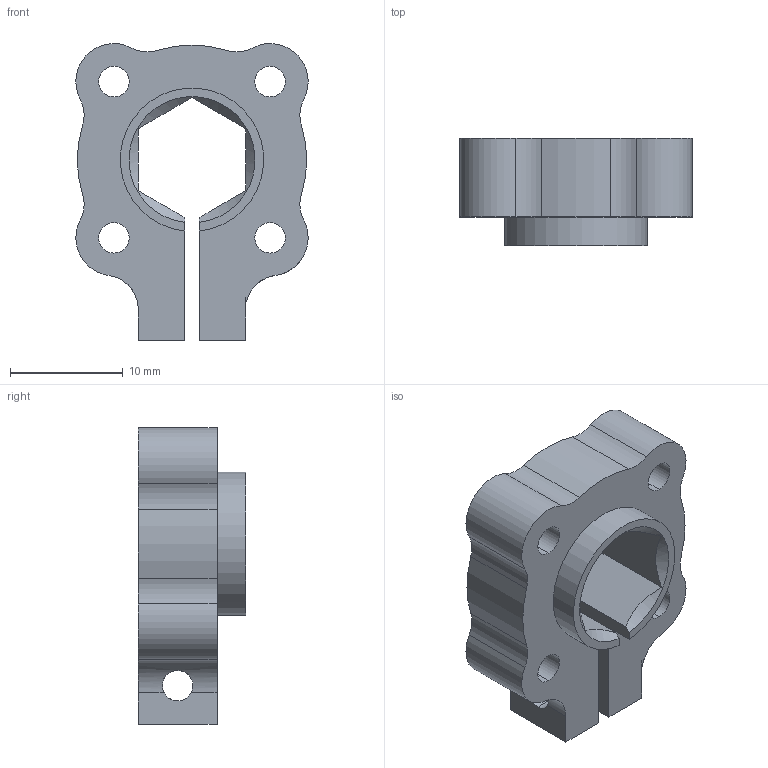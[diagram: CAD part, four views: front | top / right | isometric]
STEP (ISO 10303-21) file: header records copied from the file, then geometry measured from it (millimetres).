
FILE_DESCRIPTION (( 'STEP AP203' ), '1' );
FILE_NAME ('545672.STEP', '2015-07-22T14:36:48', ( 'Kyle' ), ( 'Microsoft' ), 'SwSTEP 2.0', 'SolidWorks 2014', '' );
FILE_SCHEMA (( 'CONFIG_CONTROL_DESIGN' ));
Length unit declared in the file: inch
Products named in the file (1): 545672
Bounding box: 20.57 x 9.53 x 26.29 mm (x, y, z)
Volume: 2395.5 mm3; surface area: 2117.4 mm2
Topology: 1 solids, 1 shells, 49 faces, 143 edges, 95 vertices
Faces by surface type: cylinder 31, plane 15, cone 3
Entity records: 1933 total; most frequent: CARTESIAN_POINT 512, ORIENTED_EDGE 286, DIRECTION 282, EDGE_CURVE 143, AXIS2_PLACEMENT_3D 111, VERTEX_POINT 95, CIRCLE 61, EDGE_LOOP 60
